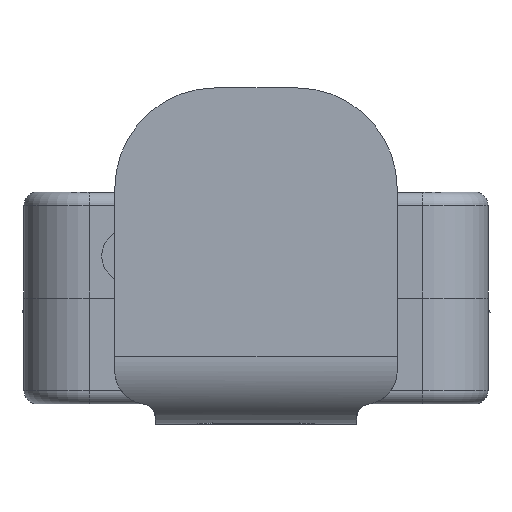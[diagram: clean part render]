
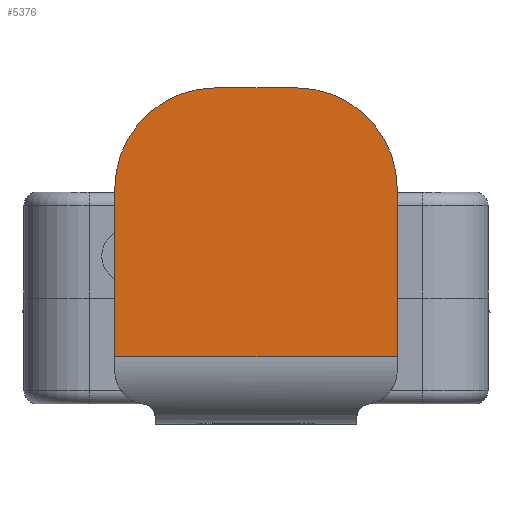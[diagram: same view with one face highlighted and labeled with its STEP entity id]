
A CAD part, front view. The second image highlights one B-rep face of the part: STEP entity #5376.
In plain terms, the highlighted planar face has unit normal (0, -1, 0).
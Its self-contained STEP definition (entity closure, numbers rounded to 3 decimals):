
#382=CIRCLE('',#5843,15.);
#383=CIRCLE('',#5846,15.);
#773=FACE_OUTER_BOUND('',#1134,.T.);
#1134=EDGE_LOOP('',(#4904,#4905,#4906,#4907,#4908,#4909));
#1615=LINE('',#9215,#2118);
#1629=LINE('',#9254,#2132);
#1631=LINE('',#9260,#2134);
#1632=LINE('',#9262,#2135);
#2118=VECTOR('',#7221,10.);
#2132=VECTOR('',#7259,10.);
#2134=VECTOR('',#7267,10.);
#2135=VECTOR('',#7270,10.);
#2612=VERTEX_POINT('',#9212);
#2613=VERTEX_POINT('',#9214);
#2624=VERTEX_POINT('',#9246);
#2625=VERTEX_POINT('',#9248);
#2626=VERTEX_POINT('',#9252);
#2627=VERTEX_POINT('',#9256);
#3356=EDGE_CURVE('',#2612,#2613,#1615,.T.);
#3373=EDGE_CURVE('',#2624,#2625,#382,.T.);
#3376=EDGE_CURVE('',#2624,#2626,#1629,.T.);
#3378=EDGE_CURVE('',#2627,#2626,#383,.T.);
#3379=EDGE_CURVE('',#2613,#2627,#1631,.T.);
#3380=EDGE_CURVE('',#2612,#2625,#1632,.T.);
#4904=ORIENTED_EDGE('',*,*,#3373,.F.);
#4905=ORIENTED_EDGE('',*,*,#3376,.T.);
#4906=ORIENTED_EDGE('',*,*,#3378,.F.);
#4907=ORIENTED_EDGE('',*,*,#3379,.F.);
#4908=ORIENTED_EDGE('',*,*,#3356,.F.);
#4909=ORIENTED_EDGE('',*,*,#3380,.T.);
#5074=PLANE('',#5858);
#5376=ADVANCED_FACE('',(#773),#5074,.T.);
#5843=AXIS2_PLACEMENT_3D('',#9249,#7253,#7254);
#5846=AXIS2_PLACEMENT_3D('',#9258,#7263,#7264);
#5858=AXIS2_PLACEMENT_3D('',#9315,#7294,#7295);
#7221=DIRECTION('',(-1.,0.,0.));
#7253=DIRECTION('center_axis',(0.,1.,0.));
#7254=DIRECTION('ref_axis',(0.707,0.,0.707));
#7259=DIRECTION('',(-1.,0.,0.));
#7263=DIRECTION('center_axis',(0.,1.,0.));
#7264=DIRECTION('ref_axis',(-0.707,0.,0.707));
#7267=DIRECTION('',(0.,0.,1.));
#7270=DIRECTION('',(0.,0.,1.));
#7294=DIRECTION('center_axis',(0.,-1.,0.));
#7295=DIRECTION('ref_axis',(1.,0.,0.));
#9212=CARTESIAN_POINT('',(19.4,-87.2,6.));
#9214=CARTESIAN_POINT('',(-22.6,-87.2,6.));
#9215=CARTESIAN_POINT('',(-9.1,-87.2,6.));
#9246=CARTESIAN_POINT('',(4.4,-87.2,46.));
#9248=CARTESIAN_POINT('',(19.4,-87.2,31.));
#9249=CARTESIAN_POINT('Origin',(4.4,-87.2,31.));
#9252=CARTESIAN_POINT('',(-7.6,-87.2,46.));
#9254=CARTESIAN_POINT('',(19.4,-87.2,46.));
#9256=CARTESIAN_POINT('',(-22.6,-87.2,31.));
#9258=CARTESIAN_POINT('Origin',(-7.6,-87.2,31.));
#9260=CARTESIAN_POINT('',(-22.6,-87.2,-1.));
#9262=CARTESIAN_POINT('',(19.4,-87.2,-1.));
#9315=CARTESIAN_POINT('Origin',(-16.6,-87.2,-4.));
